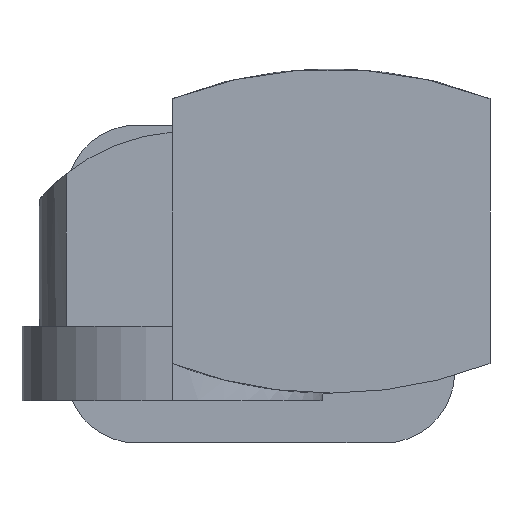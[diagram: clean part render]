
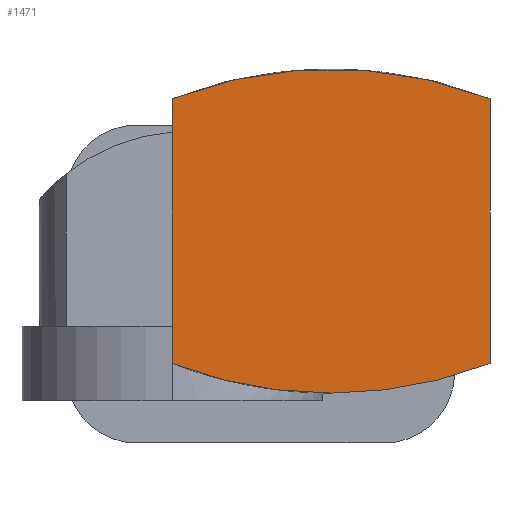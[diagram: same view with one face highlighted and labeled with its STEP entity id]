
A CAD part, left-side view. The second image highlights one B-rep face of the part: STEP entity #1471.
In plain terms, the highlighted planar face has unit normal (-1, 0, 0).
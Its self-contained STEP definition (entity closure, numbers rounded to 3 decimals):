
#57 = ORIENTED_EDGE ( 'NONE', *, *, #2136, .F. ) ;
#93 = EDGE_LOOP ( 'NONE', ( #57, #3209, #242, #99, #3288 ) ) ;
#99 = ORIENTED_EDGE ( 'NONE', *, *, #1506, .F. ) ;
#164 = CARTESIAN_POINT ( 'NONE',  ( -50., -90., -9.5 ) ) ;
#228 = DIRECTION ( 'NONE',  ( 0., 0., -1. ) ) ;
#242 = ORIENTED_EDGE ( 'NONE', *, *, #2707, .F. ) ;
#247 = DIRECTION ( 'NONE',  ( 0., 0., 1. ) ) ;
#377 = CIRCLE ( 'NONE', #739, 125. ) ;
#396 = CARTESIAN_POINT ( 'NONE',  ( -50., -90., -9.5 ) ) ;
#459 = DIRECTION ( 'NONE',  ( -1., 0., 0. ) ) ;
#514 = AXIS2_PLACEMENT_3D ( 'NONE', #779, #1373, #810 ) ;
#602 = DIRECTION ( 'NONE',  ( 0., 0., 1. ) ) ;
#624 = VERTEX_POINT ( 'NONE', #2591 ) ;
#662 = FACE_OUTER_BOUND ( 'NONE', #93, .T. ) ;
#680 = CARTESIAN_POINT ( 'NONE',  ( -50., 0., -9.5 ) ) ;
#709 = CARTESIAN_POINT ( 'NONE',  ( -50., 0., -9.5 ) ) ;
#739 = AXIS2_PLACEMENT_3D ( 'NONE', #932, #3122, #602 ) ;
#767 = DIRECTION ( 'NONE',  ( 1., 0., 0. ) ) ;
#779 = CARTESIAN_POINT ( 'NONE',  ( -50., -45., -51.119 ) ) ;
#810 = DIRECTION ( 'NONE',  ( 0., 0., -1. ) ) ;
#932 = CARTESIAN_POINT ( 'NONE',  ( -50., -45., 107.119 ) ) ;
#951 = AXIS2_PLACEMENT_3D ( 'NONE', #2426, #767, #247 ) ;
#1224 = VERTEX_POINT ( 'NONE', #709 ) ;
#1269 = LINE ( 'NONE', #164, #2991 ) ;
#1373 = DIRECTION ( 'NONE',  ( 1., 0., 0. ) ) ;
#1471 = ADVANCED_FACE ( 'NONE', ( #662 ), #1518, .T. ) ;
#1504 = EDGE_CURVE ( 'NONE', #624, #2737, #1269, .T. ) ;
#1506 = EDGE_CURVE ( 'NONE', #2737, #2898, #2055, .T. ) ;
#1518 = PLANE ( 'NONE',  #1729 ) ;
#1530 = LINE ( 'NONE', #680, #2486 ) ;
#1540 = CARTESIAN_POINT ( 'NONE',  ( -50., -45., -17.881 ) ) ;
#1729 = AXIS2_PLACEMENT_3D ( 'NONE', #1816, #459, #2374 ) ;
#1816 = CARTESIAN_POINT ( 'NONE',  ( -50., -45., -51.119 ) ) ;
#1947 = EDGE_CURVE ( 'NONE', #1224, #2191, #1530, .T. ) ;
#2055 = CIRCLE ( 'NONE', #951, 125. ) ;
#2136 = EDGE_CURVE ( 'NONE', #2191, #624, #2260, .T. ) ;
#2191 = VERTEX_POINT ( 'NONE', #2200 ) ;
#2200 = CARTESIAN_POINT ( 'NONE',  ( -50., 0., 65.5 ) ) ;
#2260 = CIRCLE ( 'NONE', #514, 125. ) ;
#2371 = DIRECTION ( 'NONE',  ( 0., 0., 1. ) ) ;
#2374 = DIRECTION ( 'NONE',  ( 0., 0., -1. ) ) ;
#2426 = CARTESIAN_POINT ( 'NONE',  ( -50., -45., 107.119 ) ) ;
#2486 = VECTOR ( 'NONE', #2371, 1000. ) ;
#2591 = CARTESIAN_POINT ( 'NONE',  ( -50., -90., 65.5 ) ) ;
#2707 = EDGE_CURVE ( 'NONE', #2898, #1224, #377, .T. ) ;
#2737 = VERTEX_POINT ( 'NONE', #396 ) ;
#2898 = VERTEX_POINT ( 'NONE', #1540 ) ;
#2991 = VECTOR ( 'NONE', #228, 1000. ) ;
#3122 = DIRECTION ( 'NONE',  ( 1., 0., 0. ) ) ;
#3209 = ORIENTED_EDGE ( 'NONE', *, *, #1947, .F. ) ;
#3288 = ORIENTED_EDGE ( 'NONE', *, *, #1504, .F. ) ;
